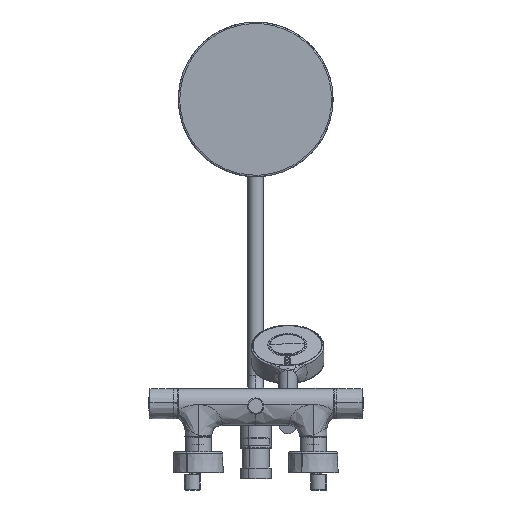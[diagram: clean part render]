
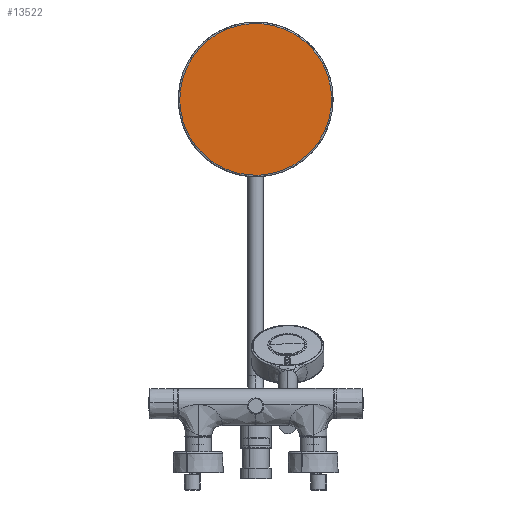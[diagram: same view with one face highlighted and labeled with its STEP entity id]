
A CAD part, front view. The second image highlights one B-rep face of the part: STEP entity #13522.
In plain terms, the highlighted planar face has unit normal (0, -1, 0).
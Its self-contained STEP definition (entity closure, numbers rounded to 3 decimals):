
#1668 = CARTESIAN_POINT ( 'NONE',  ( -99., 988.934, 487. ) ) ;
#2893 = DIRECTION ( 'NONE',  ( 0., 0., 1. ) ) ;
#3339 = ORIENTED_EDGE ( 'NONE', *, *, #24841, .F. ) ;
#3761 = ORIENTED_EDGE ( 'NONE', *, *, #11396, .F. ) ;
#4146 = CARTESIAN_POINT ( 'NONE',  ( -99., 988.934, 487. ) ) ;
#6711 = VERTEX_POINT ( 'NONE', #18337 ) ;
#10432 =( BOUNDED_CURVE ( )  B_SPLINE_CURVE ( 3, ( #1668, #20589, #31859, #23753 ),
 .UNSPECIFIED., .F., .F. ) 
 B_SPLINE_CURVE_WITH_KNOTS ( ( 4, 4 ),
 ( 0., 1. ),
 .UNSPECIFIED. ) 
 CURVE ( )  GEOMETRIC_REPRESENTATION_ITEM ( )  RATIONAL_B_SPLINE_CURVE ( ( 1., 0.333, 0.333, 1. ) ) 
 REPRESENTATION_ITEM ( '' )  );
#11396 = EDGE_CURVE ( 'NONE', #13816, #6711, #10432, .T. ) ;
#11413 = CARTESIAN_POINT ( 'NONE',  ( -99., 988.934, 289. ) ) ;
#12965 = AXIS2_PLACEMENT_3D ( 'NONE', #21919, #19099, #2893 ) ;
#13522 = ADVANCED_FACE ( 'NONE', ( #29946 ), #19223, .F. ) ;
#13816 = VERTEX_POINT ( 'NONE', #4146 ) ;
#15608 = EDGE_LOOP ( 'NONE', ( #3761, #3339 ) ) ;
#18337 = CARTESIAN_POINT ( 'NONE',  ( 99., 988.934, 487. ) ) ;
#19099 = DIRECTION ( 'NONE',  ( 0., 1., 0. ) ) ;
#19223 = PLANE ( 'NONE',  #12965 ) ;
#19609 = CARTESIAN_POINT ( 'NONE',  ( 99., 988.934, 289. ) ) ;
#20589 = CARTESIAN_POINT ( 'NONE',  ( -99., 988.934, 685. ) ) ;
#21919 = CARTESIAN_POINT ( 'NONE',  ( 0., 988.934, 487. ) ) ;
#23753 = CARTESIAN_POINT ( 'NONE',  ( 99., 988.934, 487. ) ) ;
#24841 = EDGE_CURVE ( 'NONE', #6711, #13816, #33093, .T. ) ;
#27564 = CARTESIAN_POINT ( 'NONE',  ( -99., 988.934, 487. ) ) ;
#29946 = FACE_OUTER_BOUND ( 'NONE', #15608, .T. ) ;
#31859 = CARTESIAN_POINT ( 'NONE',  ( 99., 988.934, 685. ) ) ;
#33093 =( BOUNDED_CURVE ( )  B_SPLINE_CURVE ( 3, ( #35002, #19609, #11413, #27564 ),
 .UNSPECIFIED., .F., .F. ) 
 B_SPLINE_CURVE_WITH_KNOTS ( ( 4, 4 ),
 ( 0., 1. ),
 .UNSPECIFIED. ) 
 CURVE ( )  GEOMETRIC_REPRESENTATION_ITEM ( )  RATIONAL_B_SPLINE_CURVE ( ( 1., 0.333, 0.333, 1. ) ) 
 REPRESENTATION_ITEM ( '' )  );
#35002 = CARTESIAN_POINT ( 'NONE',  ( 99., 988.934, 487. ) ) ;
